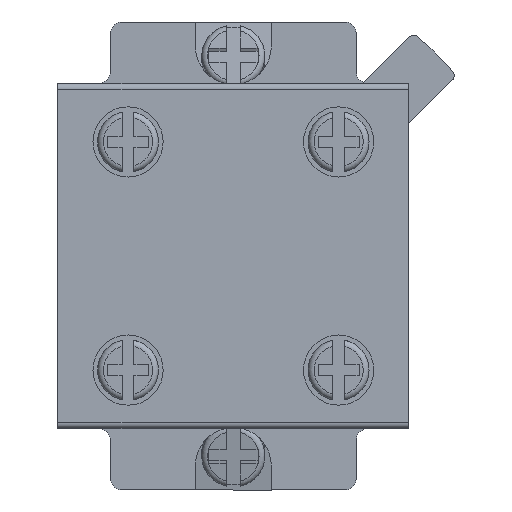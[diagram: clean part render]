
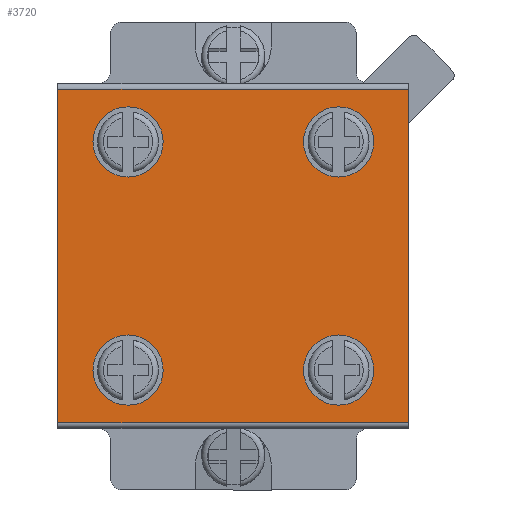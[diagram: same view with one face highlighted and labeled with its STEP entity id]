
A CAD part, front view. The second image highlights one B-rep face of the part: STEP entity #3720.
In plain terms, the highlighted planar face has unit normal (0, -1, 0).
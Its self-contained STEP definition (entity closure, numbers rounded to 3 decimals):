
#22 = DIRECTION ( 'NONE',  ( 0., -1., 0. ) ) ;
#76 = DIRECTION ( 'NONE',  ( 0., 0., -1. ) ) ;
#145 = DIRECTION ( 'NONE',  ( 0., 1., 0. ) ) ;
#226 = CIRCLE ( 'NONE', #8406, 3. ) ;
#394 = CARTESIAN_POINT ( 'NONE',  ( 9., 17.8, 12.75 ) ) ;
#471 = DIRECTION ( 'NONE',  ( 0., 0., 1. ) ) ;
#559 = CARTESIAN_POINT ( 'NONE',  ( 9., 17.8, 9.75 ) ) ;
#627 = CARTESIAN_POINT ( 'NONE',  ( 15., 17.8, -14.75 ) ) ;
#653 = DIRECTION ( 'NONE',  ( 0., 0., -1. ) ) ;
#708 = CARTESIAN_POINT ( 'NONE',  ( -9., 17.8, 9.75 ) ) ;
#780 = CIRCLE ( 'NONE', #8066, 3. ) ;
#862 = DIRECTION ( 'NONE',  ( 0., -1., 0. ) ) ;
#870 = CIRCLE ( 'NONE', #6578, 3. ) ;
#913 = ORIENTED_EDGE ( 'NONE', *, *, #4436, .T. ) ;
#918 = CIRCLE ( 'NONE', #4797, 3. ) ;
#928 = VERTEX_POINT ( 'NONE', #394 ) ;
#1052 = DIRECTION ( 'NONE',  ( 0., -1., 0. ) ) ;
#1074 = EDGE_CURVE ( 'NONE', #3374, #1968, #226, .T. ) ;
#1090 = AXIS2_PLACEMENT_3D ( 'NONE', #3925, #8499, #5927 ) ;
#1132 = CIRCLE ( 'NONE', #2270, 3. ) ;
#1511 = DIRECTION ( 'NONE',  ( 0., 1., 0. ) ) ;
#1592 = EDGE_CURVE ( 'NONE', #4357, #7123, #2081, .T. ) ;
#1610 = VERTEX_POINT ( 'NONE', #6635 ) ;
#1667 = CARTESIAN_POINT ( 'NONE',  ( 15., 17.8, -14.25 ) ) ;
#1707 = FACE_BOUND ( 'NONE', #3612, .T. ) ;
#1733 = ORIENTED_EDGE ( 'NONE', *, *, #1795, .F. ) ;
#1780 = VECTOR ( 'NONE', #8171, 1000. ) ;
#1795 = EDGE_CURVE ( 'NONE', #8077, #7774, #1132, .T. ) ;
#1968 = VERTEX_POINT ( 'NONE', #3203 ) ;
#2081 = CIRCLE ( 'NONE', #1090, 3. ) ;
#2267 = CARTESIAN_POINT ( 'NONE',  ( 15., 17.8, -14.25 ) ) ;
#2270 = AXIS2_PLACEMENT_3D ( 'NONE', #8043, #862, #5492 ) ;
#2274 = ORIENTED_EDGE ( 'NONE', *, *, #6530, .F. ) ;
#2378 = EDGE_CURVE ( 'NONE', #8295, #928, #5802, .T. ) ;
#2479 = EDGE_CURVE ( 'NONE', #6854, #4149, #3141, .T. ) ;
#2485 = CARTESIAN_POINT ( 'NONE',  ( -9., 17.8, 9.75 ) ) ;
#2665 = EDGE_LOOP ( 'NONE', ( #1733, #2719 ) ) ;
#2719 = ORIENTED_EDGE ( 'NONE', *, *, #7455, .F. ) ;
#3063 = DIRECTION ( 'NONE',  ( 0., 0., -1. ) ) ;
#3141 = LINE ( 'NONE', #2267, #1780 ) ;
#3203 = CARTESIAN_POINT ( 'NONE',  ( -9., 17.8, 12.75 ) ) ;
#3359 = DIRECTION ( 'NONE',  ( 0., 0., -1. ) ) ;
#3373 = VECTOR ( 'NONE', #6549, 1000. ) ;
#3374 = VERTEX_POINT ( 'NONE', #4538 ) ;
#3421 = EDGE_LOOP ( 'NONE', ( #2274, #7606, #7147, #913 ) ) ;
#3540 = AXIS2_PLACEMENT_3D ( 'NONE', #6056, #145, #8084 ) ;
#3612 = EDGE_LOOP ( 'NONE', ( #7629, #8435 ) ) ;
#3672 = FACE_BOUND ( 'NONE', #5325, .T. ) ;
#3720 = ADVANCED_FACE ( 'NONE', ( #3672, #6650, #1707, #8288, #6446 ), #3721, .F. ) ;
#3721 = PLANE ( 'NONE',  #8045 ) ;
#3826 = DIRECTION ( 'NONE',  ( 0., 1., 0. ) ) ;
#3925 = CARTESIAN_POINT ( 'NONE',  ( 9., 17.8, -9.75 ) ) ;
#3958 = AXIS2_PLACEMENT_3D ( 'NONE', #559, #3826, #5145 ) ;
#3990 = DIRECTION ( 'NONE',  ( 0., -1., 0. ) ) ;
#4149 = VERTEX_POINT ( 'NONE', #1667 ) ;
#4357 = VERTEX_POINT ( 'NONE', #7743 ) ;
#4363 = CARTESIAN_POINT ( 'NONE',  ( -15., 17.8, -14.75 ) ) ;
#4406 = EDGE_CURVE ( 'NONE', #1610, #4149, #5116, .T. ) ;
#4436 = EDGE_CURVE ( 'NONE', #1610, #7216, #6445, .T. ) ;
#4538 = CARTESIAN_POINT ( 'NONE',  ( -9., 17.8, 6.75 ) ) ;
#4797 = AXIS2_PLACEMENT_3D ( 'NONE', #7281, #3990, #3359 ) ;
#5055 = DIRECTION ( 'NONE',  ( 0., 0., 1. ) ) ;
#5116 = LINE ( 'NONE', #627, #5527 ) ;
#5145 = DIRECTION ( 'NONE',  ( 0., 0., -1. ) ) ;
#5325 = EDGE_LOOP ( 'NONE', ( #5475, #6886 ) ) ;
#5475 = ORIENTED_EDGE ( 'NONE', *, *, #2378, .T. ) ;
#5492 = DIRECTION ( 'NONE',  ( 0., 0., -1. ) ) ;
#5504 = EDGE_CURVE ( 'NONE', #7123, #4357, #870, .T. ) ;
#5527 = VECTOR ( 'NONE', #653, 1000. ) ;
#5802 = CIRCLE ( 'NONE', #3540, 3. ) ;
#5867 = CARTESIAN_POINT ( 'NONE',  ( 15., 17.8, 14.25 ) ) ;
#5927 = DIRECTION ( 'NONE',  ( 0., 0., -1. ) ) ;
#6034 = CARTESIAN_POINT ( 'NONE',  ( -9., 17.8, -12.75 ) ) ;
#6056 = CARTESIAN_POINT ( 'NONE',  ( 9., 17.8, 9.75 ) ) ;
#6181 = DIRECTION ( 'NONE',  ( 0., 0., -1. ) ) ;
#6327 = CARTESIAN_POINT ( 'NONE',  ( 9., 17.8, -6.75 ) ) ;
#6355 = DIRECTION ( 'NONE',  ( 0., 1., 0. ) ) ;
#6445 = LINE ( 'NONE', #5867, #3373 ) ;
#6446 = FACE_OUTER_BOUND ( 'NONE', #3421, .T. ) ;
#6530 = EDGE_CURVE ( 'NONE', #6854, #7216, #8166, .T. ) ;
#6547 = EDGE_CURVE ( 'NONE', #1968, #3374, #780, .T. ) ;
#6549 = DIRECTION ( 'NONE',  ( -1., 0., 0. ) ) ;
#6578 = AXIS2_PLACEMENT_3D ( 'NONE', #6803, #1511, #6181 ) ;
#6598 = EDGE_CURVE ( 'NONE', #928, #8295, #7912, .T. ) ;
#6635 = CARTESIAN_POINT ( 'NONE',  ( 15., 17.8, 14.25 ) ) ;
#6650 = FACE_BOUND ( 'NONE', #8258, .T. ) ;
#6655 = CARTESIAN_POINT ( 'NONE',  ( -15., 17.8, -14.25 ) ) ;
#6803 = CARTESIAN_POINT ( 'NONE',  ( 9., 17.8, -9.75 ) ) ;
#6854 = VERTEX_POINT ( 'NONE', #6655 ) ;
#6886 = ORIENTED_EDGE ( 'NONE', *, *, #6598, .T. ) ;
#6937 = CARTESIAN_POINT ( 'NONE',  ( 9., 17.8, 6.75 ) ) ;
#7123 = VERTEX_POINT ( 'NONE', #6327 ) ;
#7147 = ORIENTED_EDGE ( 'NONE', *, *, #4406, .F. ) ;
#7151 = VECTOR ( 'NONE', #471, 1000. ) ;
#7216 = VERTEX_POINT ( 'NONE', #8430 ) ;
#7281 = CARTESIAN_POINT ( 'NONE',  ( -9., 17.8, -9.75 ) ) ;
#7423 = ORIENTED_EDGE ( 'NONE', *, *, #5504, .T. ) ;
#7455 = EDGE_CURVE ( 'NONE', #7774, #8077, #918, .T. ) ;
#7606 = ORIENTED_EDGE ( 'NONE', *, *, #2479, .T. ) ;
#7629 = ORIENTED_EDGE ( 'NONE', *, *, #1074, .F. ) ;
#7743 = CARTESIAN_POINT ( 'NONE',  ( 9., 17.8, -12.75 ) ) ;
#7774 = VERTEX_POINT ( 'NONE', #8283 ) ;
#7912 = CIRCLE ( 'NONE', #3958, 3. ) ;
#8043 = CARTESIAN_POINT ( 'NONE',  ( -9., 17.8, -9.75 ) ) ;
#8045 = AXIS2_PLACEMENT_3D ( 'NONE', #8310, #6355, #5055 ) ;
#8066 = AXIS2_PLACEMENT_3D ( 'NONE', #2485, #1052, #3063 ) ;
#8077 = VERTEX_POINT ( 'NONE', #6034 ) ;
#8084 = DIRECTION ( 'NONE',  ( 0., 0., -1. ) ) ;
#8166 = LINE ( 'NONE', #4363, #7151 ) ;
#8171 = DIRECTION ( 'NONE',  ( 1., 0., 0. ) ) ;
#8258 = EDGE_LOOP ( 'NONE', ( #8517, #7423 ) ) ;
#8283 = CARTESIAN_POINT ( 'NONE',  ( -9., 17.8, -6.75 ) ) ;
#8288 = FACE_BOUND ( 'NONE', #2665, .T. ) ;
#8295 = VERTEX_POINT ( 'NONE', #6937 ) ;
#8310 = CARTESIAN_POINT ( 'NONE',  ( 15., 17.8, -14.75 ) ) ;
#8406 = AXIS2_PLACEMENT_3D ( 'NONE', #708, #22, #76 ) ;
#8430 = CARTESIAN_POINT ( 'NONE',  ( -15., 17.8, 14.25 ) ) ;
#8435 = ORIENTED_EDGE ( 'NONE', *, *, #6547, .F. ) ;
#8499 = DIRECTION ( 'NONE',  ( 0., 1., 0. ) ) ;
#8517 = ORIENTED_EDGE ( 'NONE', *, *, #1592, .T. ) ;
